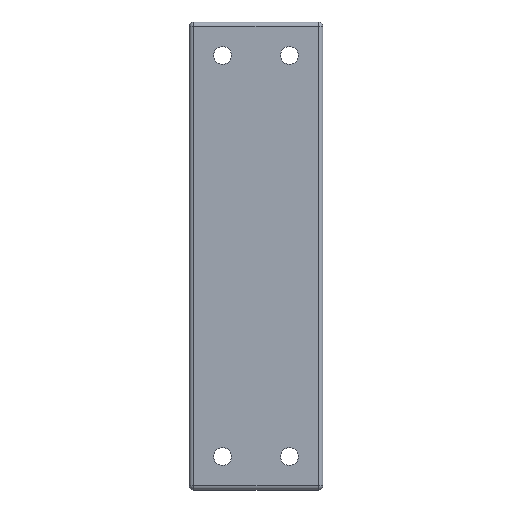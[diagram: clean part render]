
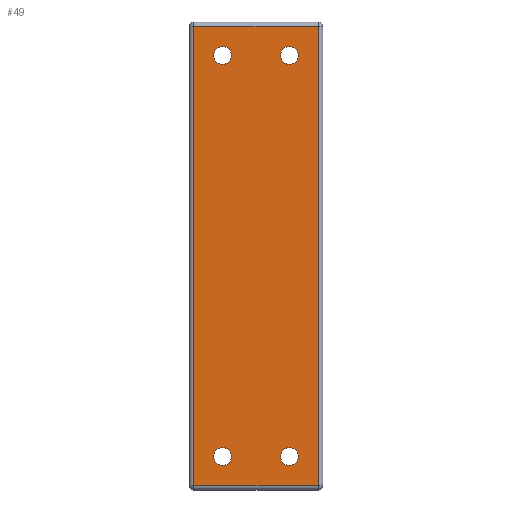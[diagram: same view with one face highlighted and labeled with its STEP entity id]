
A CAD part, top view. The second image highlights one B-rep face of the part: STEP entity #49.
In plain terms, the highlighted planar face has unit normal (0, 0, 1).
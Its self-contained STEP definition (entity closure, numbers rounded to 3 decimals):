
#49=ADVANCED_FACE('',(#93,#95,#97,#99,#101),#103,.T.);
#93=FACE_BOUND('',#94,.T.);
#94=EDGE_LOOP('',(#320,#321,#322,#323));
#95=FACE_BOUND('',#96,.T.);
#96=EDGE_LOOP('',(#324));
#97=FACE_BOUND('',#98,.T.);
#98=EDGE_LOOP('',(#325));
#99=FACE_BOUND('',#100,.T.);
#100=EDGE_LOOP('',(#326));
#101=FACE_BOUND('',#102,.T.);
#102=EDGE_LOOP('',(#327));
#103=PLANE('',#104);
#104=AXIS2_PLACEMENT_3D('',#105,#106,#107);
#105=CARTESIAN_POINT('',(0.,0.,3.));
#106=DIRECTION('',(0.,0.,1.));
#107=DIRECTION('',(-1.,0.,0.));
#320=ORIENTED_EDGE('',*,*,#432,.T.);
#321=ORIENTED_EDGE('',*,*,#433,.T.);
#322=ORIENTED_EDGE('',*,*,#434,.T.);
#323=ORIENTED_EDGE('',*,*,#435,.T.);
#324=ORIENTED_EDGE('',*,*,#436,.T.);
#325=ORIENTED_EDGE('',*,*,#437,.T.);
#326=ORIENTED_EDGE('',*,*,#438,.T.);
#327=ORIENTED_EDGE('',*,*,#439,.T.);
#432=EDGE_CURVE('',#496,#497,#498,.T.);
#433=EDGE_CURVE('',#497,#499,#500,.T.);
#434=EDGE_CURVE('',#499,#501,#502,.T.);
#435=EDGE_CURVE('',#501,#496,#503,.T.);
#436=EDGE_CURVE('',#504,#504,#505,.F.);
#437=EDGE_CURVE('',#506,#506,#507,.F.);
#438=EDGE_CURVE('',#508,#508,#509,.F.);
#439=EDGE_CURVE('',#510,#510,#511,.F.);
#496=VERTEX_POINT('',#604);
#497=VERTEX_POINT('',#605);
#498=LINE('',#606,#607);
#499=VERTEX_POINT('',#609);
#500=LINE('',#610,#611);
#501=VERTEX_POINT('',#613);
#502=LINE('',#614,#615);
#503=LINE('',#617,#618);
#504=VERTEX_POINT('',#620);
#505=CIRCLE('',#621,2.);
#506=VERTEX_POINT('',#625);
#507=CIRCLE('',#626,2.);
#508=VERTEX_POINT('',#630);
#509=CIRCLE('',#631,2.);
#510=VERTEX_POINT('',#635);
#511=CIRCLE('',#636,2.);
#604=CARTESIAN_POINT('',(-29.,-1.,3.));
#605=CARTESIAN_POINT('',(-29.,-104.,3.));
#606=CARTESIAN_POINT('',(-29.,-1.,3.));
#607=VECTOR('',#608,1.);
#608=DIRECTION('',(0.,-1.,0.));
#609=CARTESIAN_POINT('',(-1.,-104.,3.));
#610=CARTESIAN_POINT('',(-29.,-104.,3.));
#611=VECTOR('',#612,1.);
#612=DIRECTION('',(1.,0.,0.));
#613=CARTESIAN_POINT('',(-1.,-1.,3.));
#614=CARTESIAN_POINT('',(-1.,-104.,3.));
#615=VECTOR('',#616,1.);
#616=DIRECTION('',(0.,1.,0.));
#617=CARTESIAN_POINT('',(-1.,-1.,3.));
#618=VECTOR('',#619,1.);
#619=DIRECTION('',(-1.,0.,0.));
#620=CARTESIAN_POINT('',(-9.5,-97.5,3.));
#621=AXIS2_PLACEMENT_3D('',#622,#623,#624);
#622=CARTESIAN_POINT('',(-7.5,-97.5,3.));
#623=DIRECTION('',(0.,0.,1.));
#624=DIRECTION('',(-1.,0.,0.));
#625=CARTESIAN_POINT('',(-9.5,-7.5,3.));
#626=AXIS2_PLACEMENT_3D('',#627,#628,#629);
#627=CARTESIAN_POINT('',(-7.5,-7.5,3.));
#628=DIRECTION('',(0.,0.,1.));
#629=DIRECTION('',(-1.,0.,0.));
#630=CARTESIAN_POINT('',(-24.5,-97.5,3.));
#631=AXIS2_PLACEMENT_3D('',#632,#633,#634);
#632=CARTESIAN_POINT('',(-22.5,-97.5,3.));
#633=DIRECTION('',(0.,0.,1.));
#634=DIRECTION('',(-1.,0.,0.));
#635=CARTESIAN_POINT('',(-24.5,-7.5,3.));
#636=AXIS2_PLACEMENT_3D('',#637,#638,#639);
#637=CARTESIAN_POINT('',(-22.5,-7.5,3.));
#638=DIRECTION('',(0.,0.,1.));
#639=DIRECTION('',(-1.,0.,0.));
